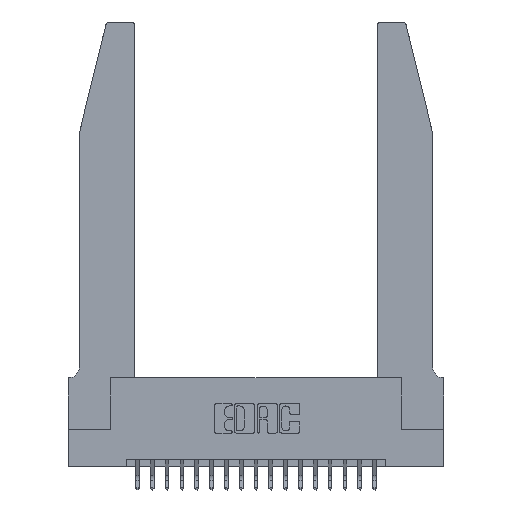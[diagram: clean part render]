
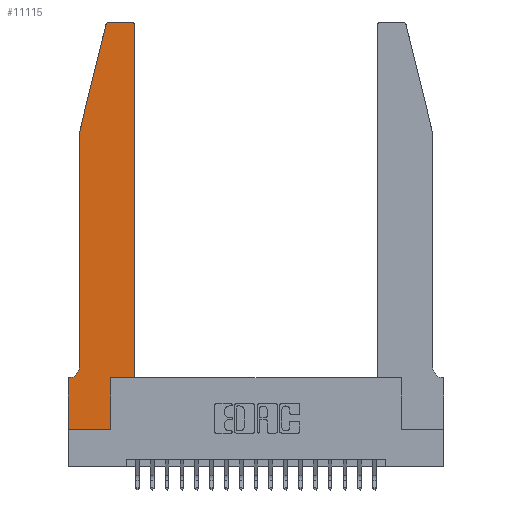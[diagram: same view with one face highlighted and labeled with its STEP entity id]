
A CAD part, top view. The second image highlights one B-rep face of the part: STEP entity #11115.
In plain terms, the highlighted planar face has unit normal (0, 0, 1).
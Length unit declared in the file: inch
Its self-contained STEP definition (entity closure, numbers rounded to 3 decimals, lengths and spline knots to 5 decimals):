
#27 = VERTEX_POINT ( 'NONE', #8815 ) ;
#85 = LINE ( 'NONE', #16894, #13046 ) ;
#1152 = ORIENTED_EDGE ( 'NONE', *, *, #3210, .T. ) ;
#1292 = CARTESIAN_POINT ( 'NONE',  ( 0., 0., 0.37 ) ) ;
#1423 = CIRCLE ( 'NONE', #12093, 0.03 ) ;
#1545 = DIRECTION ( 'NONE',  ( -0.239, -0.971, 0. ) ) ;
#1569 = EDGE_CURVE ( 'NONE', #6305, #18739, #9062, .T. ) ;
#1875 = LINE ( 'NONE', #9516, #2435 ) ;
#2143 = VECTOR ( 'NONE', #1545, 39.37008 ) ;
#2215 = CARTESIAN_POINT ( 'NONE',  ( 0.2865, 0.35, 0.37 ) ) ;
#2219 = EDGE_CURVE ( 'NONE', #21374, #11111, #1875, .T. ) ;
#2435 = VECTOR ( 'NONE', #21568, 39.37008 ) ;
#2469 = CARTESIAN_POINT ( 'NONE',  ( 0.0755, 2., 0.37 ) ) ;
#2776 = VERTEX_POINT ( 'NONE', #2469 ) ;
#2964 = CARTESIAN_POINT ( 'NONE',  ( 0.2865, 0.35, 0.37 ) ) ;
#3001 = VERTEX_POINT ( 'NONE', #12738 ) ;
#3062 = CARTESIAN_POINT ( 'NONE',  ( 0.4505, 0.35, 0.37 ) ) ;
#3064 = PLANE ( 'NONE',  #12254 ) ;
#3210 = EDGE_CURVE ( 'NONE', #8244, #9933, #12337, .T. ) ;
#3302 = CARTESIAN_POINT ( 'NONE',  ( 0.0755, 2., 0.37 ) ) ;
#3606 = LINE ( 'NONE', #3062, #7073 ) ;
#3725 = CARTESIAN_POINT ( 'NONE',  ( 0.0755, 0.42, 0.37 ) ) ;
#4219 = CARTESIAN_POINT ( 'NONE',  ( 0.4205, 2.72, 0.37 ) ) ;
#4426 = CARTESIAN_POINT ( 'NONE',  ( 0.4505, 2.72, 0.37 ) ) ;
#4505 = VERTEX_POINT ( 'NONE', #4426 ) ;
#4814 = DIRECTION ( 'NONE',  ( 0., 0., 1. ) ) ;
#4890 = ORIENTED_EDGE ( 'NONE', *, *, #12042, .T. ) ;
#4988 = ORIENTED_EDGE ( 'NONE', *, *, #14450, .T. ) ;
#5645 = DIRECTION ( 'NONE',  ( -1., 0., 0. ) ) ;
#5931 = DIRECTION ( 'NONE',  ( 1., 0., 0. ) ) ;
#6222 = ORIENTED_EDGE ( 'NONE', *, *, #20899, .T. ) ;
#6305 = VERTEX_POINT ( 'NONE', #3725 ) ;
#6741 = LINE ( 'NONE', #18957, #10628 ) ;
#6924 = DIRECTION ( 'NONE',  ( 0., 0., 1. ) ) ;
#7060 = LINE ( 'NONE', #21032, #19669 ) ;
#7073 = VECTOR ( 'NONE', #13036, 39.37008 ) ;
#7150 = EDGE_CURVE ( 'NONE', #11111, #8244, #7060, .T. ) ;
#7229 = AXIS2_PLACEMENT_3D ( 'NONE', #4219, #15757, #5931 ) ;
#7863 = ORIENTED_EDGE ( 'NONE', *, *, #9389, .T. ) ;
#8102 = DIRECTION ( 'NONE',  ( 0., 0., -1. ) ) ;
#8244 = VERTEX_POINT ( 'NONE', #17071 ) ;
#8641 = ORIENTED_EDGE ( 'NONE', *, *, #15389, .T. ) ;
#8815 = CARTESIAN_POINT ( 'NONE',  ( 0.4205, 2.75, 0.37 ) ) ;
#9062 = CIRCLE ( 'NONE', #13206, 0.07 ) ;
#9180 = VECTOR ( 'NONE', #5645, 39.37008 ) ;
#9389 = EDGE_CURVE ( 'NONE', #9933, #21184, #3606, .T. ) ;
#9391 = EDGE_CURVE ( 'NONE', #18739, #21374, #15787, .T. ) ;
#9516 = CARTESIAN_POINT ( 'NONE',  ( 0., 0., 0.37 ) ) ;
#9535 = EDGE_CURVE ( 'NONE', #19386, #3001, #1423, .T. ) ;
#9826 = CARTESIAN_POINT ( 'NONE',  ( 0.0755, 0.35, 0.37 ) ) ;
#9933 = VERTEX_POINT ( 'NONE', #2964 ) ;
#10538 = CARTESIAN_POINT ( 'NONE',  ( 0.0055, 0.42, 0.37 ) ) ;
#10578 = CIRCLE ( 'NONE', #7229, 0.03 ) ;
#10628 = VECTOR ( 'NONE', #17311, 39.37008 ) ;
#10676 = CARTESIAN_POINT ( 'NONE',  ( 0.0055, 0.35, 0.37 ) ) ;
#11111 = VERTEX_POINT ( 'NONE', #1292 ) ;
#11115 = ADVANCED_FACE ( 'NONE', ( #19353 ), #3064, .T. ) ;
#11476 = DIRECTION ( 'NONE',  ( -1., 0., 0. ) ) ;
#12042 = EDGE_CURVE ( 'NONE', #3001, #2776, #18783, .T. ) ;
#12093 = AXIS2_PLACEMENT_3D ( 'NONE', #16753, #6924, #18414 ) ;
#12254 = AXIS2_PLACEMENT_3D ( 'NONE', #14658, #4814, #16329 ) ;
#12337 = LINE ( 'NONE', #2215, #20045 ) ;
#12460 = ORIENTED_EDGE ( 'NONE', *, *, #2219, .T. ) ;
#12665 = ORIENTED_EDGE ( 'NONE', *, *, #1569, .T. ) ;
#12738 = CARTESIAN_POINT ( 'NONE',  ( 0.25487, 2.72718, 0.37 ) ) ;
#12981 = CARTESIAN_POINT ( 'NONE',  ( 0.4505, 0.35, 0.37 ) ) ;
#12990 = DIRECTION ( 'NONE',  ( 0., 1., 0. ) ) ;
#13036 = DIRECTION ( 'NONE',  ( 1., 0., 0. ) ) ;
#13046 = VECTOR ( 'NONE', #18564, 39.37008 ) ;
#13206 = AXIS2_PLACEMENT_3D ( 'NONE', #10538, #8102, #15027 ) ;
#13683 = EDGE_LOOP ( 'NONE', ( #18026, #14640, #4890, #6222, #12665, #20710, #12460, #15509, #1152, #7863, #4988, #8641 ) ) ;
#14031 = LINE ( 'NONE', #17166, #9180 ) ;
#14189 = CARTESIAN_POINT ( 'NONE',  ( 0.284, 2.75, 0.37 ) ) ;
#14450 = EDGE_CURVE ( 'NONE', #21184, #4505, #85, .T. ) ;
#14640 = ORIENTED_EDGE ( 'NONE', *, *, #9535, .T. ) ;
#14658 = CARTESIAN_POINT ( 'NONE',  ( 0., 0.35, 0.37 ) ) ;
#15027 = DIRECTION ( 'NONE',  ( -1., 0., 0. ) ) ;
#15077 = CARTESIAN_POINT ( 'NONE',  ( 0., 0.35, 0.37 ) ) ;
#15389 = EDGE_CURVE ( 'NONE', #4505, #27, #10578, .T. ) ;
#15509 = ORIENTED_EDGE ( 'NONE', *, *, #7150, .T. ) ;
#15757 = DIRECTION ( 'NONE',  ( 0., 0., 1. ) ) ;
#15787 = LINE ( 'NONE', #9826, #19678 ) ;
#16087 = DIRECTION ( 'NONE',  ( 1., 0., 0. ) ) ;
#16329 = DIRECTION ( 'NONE',  ( 1., 0., 0. ) ) ;
#16753 = CARTESIAN_POINT ( 'NONE',  ( 0.284, 2.72, 0.37 ) ) ;
#16894 = CARTESIAN_POINT ( 'NONE',  ( 0.4505, 0.35, 0.37 ) ) ;
#17071 = CARTESIAN_POINT ( 'NONE',  ( 0.2865, 0., 0.37 ) ) ;
#17166 = CARTESIAN_POINT ( 'NONE',  ( 0.2605, 2.75, 0.37 ) ) ;
#17311 = DIRECTION ( 'NONE',  ( 0., -1., 0. ) ) ;
#17511 = EDGE_CURVE ( 'NONE', #27, #19386, #14031, .T. ) ;
#18026 = ORIENTED_EDGE ( 'NONE', *, *, #17511, .T. ) ;
#18414 = DIRECTION ( 'NONE',  ( 1., 0., 0. ) ) ;
#18564 = DIRECTION ( 'NONE',  ( 0., 1., 0. ) ) ;
#18739 = VERTEX_POINT ( 'NONE', #10676 ) ;
#18783 = LINE ( 'NONE', #3302, #2143 ) ;
#18957 = CARTESIAN_POINT ( 'NONE',  ( 0.0755, 2., 0.37 ) ) ;
#19353 = FACE_OUTER_BOUND ( 'NONE', #13683, .T. ) ;
#19386 = VERTEX_POINT ( 'NONE', #14189 ) ;
#19669 = VECTOR ( 'NONE', #16087, 39.37008 ) ;
#19678 = VECTOR ( 'NONE', #11476, 39.37008 ) ;
#20045 = VECTOR ( 'NONE', #12990, 39.37008 ) ;
#20710 = ORIENTED_EDGE ( 'NONE', *, *, #9391, .T. ) ;
#20899 = EDGE_CURVE ( 'NONE', #2776, #6305, #6741, .T. ) ;
#21032 = CARTESIAN_POINT ( 'NONE',  ( 0., 0., 0.37 ) ) ;
#21184 = VERTEX_POINT ( 'NONE', #12981 ) ;
#21374 = VERTEX_POINT ( 'NONE', #15077 ) ;
#21568 = DIRECTION ( 'NONE',  ( 0., -1., 0. ) ) ;
